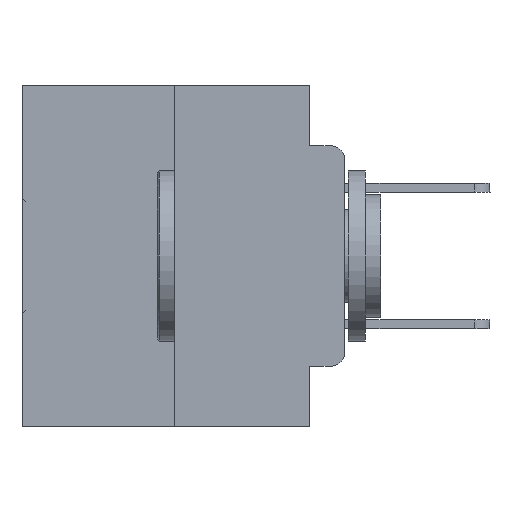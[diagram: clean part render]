
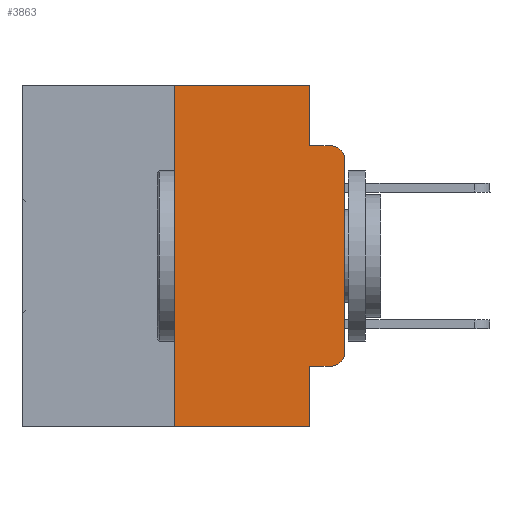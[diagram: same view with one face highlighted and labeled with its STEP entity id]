
A CAD part, left-side view. The second image highlights one B-rep face of the part: STEP entity #3863.
In plain terms, the highlighted planar face has unit normal (-1, 0, 0).
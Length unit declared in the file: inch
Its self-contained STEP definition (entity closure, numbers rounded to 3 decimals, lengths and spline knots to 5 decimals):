
#121 = ORIENTED_EDGE ( 'NONE', *, *, #14953, .T. ) ;
#524 = ORIENTED_EDGE ( 'NONE', *, *, #7051, .T. ) ;
#876 = VERTEX_POINT ( 'NONE', #9944 ) ;
#1219 = CARTESIAN_POINT ( 'NONE',  ( 0., 0.051, -0.0885 ) ) ;
#1970 = ORIENTED_EDGE ( 'NONE', *, *, #13193, .F. ) ;
#2112 = CARTESIAN_POINT ( 'NONE',  ( 0., 0.473, -0.5 ) ) ;
#2210 = VERTEX_POINT ( 'NONE', #9489 ) ;
#2639 = VERTEX_POINT ( 'NONE', #1219 ) ;
#2697 = VERTEX_POINT ( 'NONE', #9305 ) ;
#3143 = EDGE_CURVE ( 'NONE', #2639, #876, #3850, .T. ) ;
#3850 = LINE ( 'NONE', #26766, #19014 ) ;
#3863 = ADVANCED_FACE ( 'NONE', ( #27355 ), #4732, .F. ) ;
#4059 = LINE ( 'NONE', #11464, #23639 ) ;
#4074 = CARTESIAN_POINT ( 'NONE',  ( 0., 0.25, 0. ) ) ;
#4471 = EDGE_CURVE ( 'NONE', #2210, #2697, #4678, .T. ) ;
#4521 = VECTOR ( 'NONE', #4903, 39.37008 ) ;
#4556 = CARTESIAN_POINT ( 'NONE',  ( 0., 0., 0. ) ) ;
#4678 = LINE ( 'NONE', #4556, #27433 ) ;
#4682 = DIRECTION ( 'NONE',  ( 0., 0., -1. ) ) ;
#4732 = PLANE ( 'NONE',  #26902 ) ;
#4742 = CIRCLE ( 'NONE', #24599, 0.02 ) ;
#4903 = DIRECTION ( 'NONE',  ( 0., -1., 0. ) ) ;
#5073 = ORIENTED_EDGE ( 'NONE', *, *, #13479, .F. ) ;
#6051 = ORIENTED_EDGE ( 'NONE', *, *, #19630, .T. ) ;
#6241 = CARTESIAN_POINT ( 'NONE',  ( 0., 0.051, -0.4115 ) ) ;
#6435 = VERTEX_POINT ( 'NONE', #6241 ) ;
#6758 = EDGE_CURVE ( 'NONE', #13689, #7975, #13296, .T. ) ;
#7051 = EDGE_CURVE ( 'NONE', #6435, #28772, #30862, .T. ) ;
#7089 = ORIENTED_EDGE ( 'NONE', *, *, #11571, .T. ) ;
#7956 = EDGE_LOOP ( 'NONE', ( #27447, #7089, #18666, #20342, #1970, #12554, #6051, #5073, #524, #121 ) ) ;
#7975 = VERTEX_POINT ( 'NONE', #10457 ) ;
#8001 = LINE ( 'NONE', #16965, #25208 ) ;
#8575 = DIRECTION ( 'NONE',  ( 0., -1., 0. ) ) ;
#9305 = CARTESIAN_POINT ( 'NONE',  ( 0., 0., -0.1085 ) ) ;
#9489 = CARTESIAN_POINT ( 'NONE',  ( 0., 0., -0.3915 ) ) ;
#9944 = CARTESIAN_POINT ( 'NONE',  ( 0., 0.02, -0.0885 ) ) ;
#10457 = CARTESIAN_POINT ( 'NONE',  ( 0., 0.25, 0. ) ) ;
#10469 = CARTESIAN_POINT ( 'NONE',  ( 0., 0.25, -0.5 ) ) ;
#10671 = CARTESIAN_POINT ( 'NONE',  ( 0., 0.051, 0. ) ) ;
#11464 = CARTESIAN_POINT ( 'NONE',  ( 0., 0.473, 0. ) ) ;
#11571 = EDGE_CURVE ( 'NONE', #2697, #876, #23346, .T. ) ;
#12305 = CARTESIAN_POINT ( 'NONE',  ( 0., 0.051, 0. ) ) ;
#12554 = ORIENTED_EDGE ( 'NONE', *, *, #6758, .F. ) ;
#12967 = CARTESIAN_POINT ( 'NONE',  ( 0., 0.02, -0.3915 ) ) ;
#13089 = DIRECTION ( 'NONE',  ( -1., 0., 0. ) ) ;
#13193 = EDGE_CURVE ( 'NONE', #7975, #24078, #4059, .T. ) ;
#13296 = LINE ( 'NONE', #4074, #32853 ) ;
#13479 = EDGE_CURVE ( 'NONE', #6435, #31729, #8001, .T. ) ;
#13689 = VERTEX_POINT ( 'NONE', #10469 ) ;
#14114 = DIRECTION ( 'NONE',  ( 0., -1., 0. ) ) ;
#14683 = DIRECTION ( 'NONE',  ( 0., 0., 1. ) ) ;
#14953 = EDGE_CURVE ( 'NONE', #28772, #2210, #4742, .T. ) ;
#16249 = CARTESIAN_POINT ( 'NONE',  ( 0., 0.02, -0.4115 ) ) ;
#16630 = DIRECTION ( 'NONE',  ( 0., 0., -1. ) ) ;
#16965 = CARTESIAN_POINT ( 'NONE',  ( 0., 0.051, 0. ) ) ;
#18341 = VECTOR ( 'NONE', #19966, 39.37008 ) ;
#18666 = ORIENTED_EDGE ( 'NONE', *, *, #3143, .F. ) ;
#18741 = AXIS2_PLACEMENT_3D ( 'NONE', #25435, #22758, #4682 ) ;
#19014 = VECTOR ( 'NONE', #14114, 39.37008 ) ;
#19630 = EDGE_CURVE ( 'NONE', #13689, #31729, #23561, .T. ) ;
#19966 = DIRECTION ( 'NONE',  ( 0., -1., 0. ) ) ;
#20342 = ORIENTED_EDGE ( 'NONE', *, *, #30751, .F. ) ;
#22366 = DIRECTION ( 'NONE',  ( 0., 0., -1. ) ) ;
#22758 = DIRECTION ( 'NONE',  ( -1., 0., 0. ) ) ;
#23346 = CIRCLE ( 'NONE', #18741, 0.02 ) ;
#23367 = CARTESIAN_POINT ( 'NONE',  ( 0., 0.051, -0.5 ) ) ;
#23561 = LINE ( 'NONE', #2112, #18341 ) ;
#23639 = VECTOR ( 'NONE', #8575, 39.37008 ) ;
#24078 = VERTEX_POINT ( 'NONE', #12305 ) ;
#24599 = AXIS2_PLACEMENT_3D ( 'NONE', #12967, #13089, #28384 ) ;
#24950 = DIRECTION ( 'NONE',  ( 1., 0., 0. ) ) ;
#25208 = VECTOR ( 'NONE', #16630, 39.37008 ) ;
#25435 = CARTESIAN_POINT ( 'NONE',  ( 0., 0.02, -0.1085 ) ) ;
#26335 = DIRECTION ( 'NONE',  ( 0., 0., -1. ) ) ;
#26766 = CARTESIAN_POINT ( 'NONE',  ( 0., 0.051, -0.0885 ) ) ;
#26902 = AXIS2_PLACEMENT_3D ( 'NONE', #30276, #24950, #22366 ) ;
#27180 = DIRECTION ( 'NONE',  ( 0., 0., 1. ) ) ;
#27355 = FACE_OUTER_BOUND ( 'NONE', #7956, .T. ) ;
#27433 = VECTOR ( 'NONE', #14683, 39.37008 ) ;
#27447 = ORIENTED_EDGE ( 'NONE', *, *, #4471, .T. ) ;
#28384 = DIRECTION ( 'NONE',  ( 0., 0., -1. ) ) ;
#28721 = LINE ( 'NONE', #10671, #29912 ) ;
#28772 = VERTEX_POINT ( 'NONE', #16249 ) ;
#29912 = VECTOR ( 'NONE', #26335, 39.37008 ) ;
#30276 = CARTESIAN_POINT ( 'NONE',  ( 0., 0.473, 0. ) ) ;
#30751 = EDGE_CURVE ( 'NONE', #24078, #2639, #28721, .T. ) ;
#30862 = LINE ( 'NONE', #32980, #4521 ) ;
#31729 = VERTEX_POINT ( 'NONE', #23367 ) ;
#32853 = VECTOR ( 'NONE', #27180, 39.37008 ) ;
#32980 = CARTESIAN_POINT ( 'NONE',  ( 0., 0.051, -0.4115 ) ) ;
